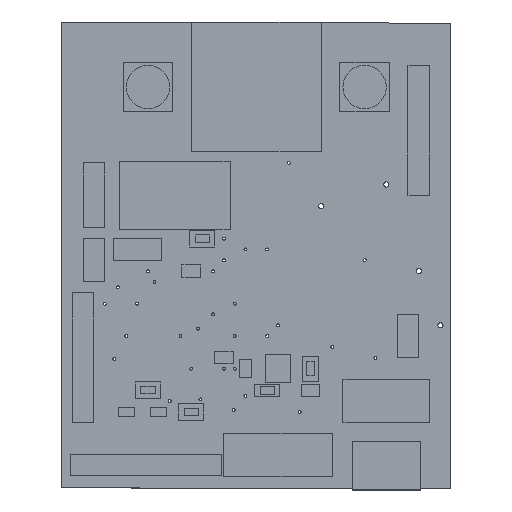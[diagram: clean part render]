
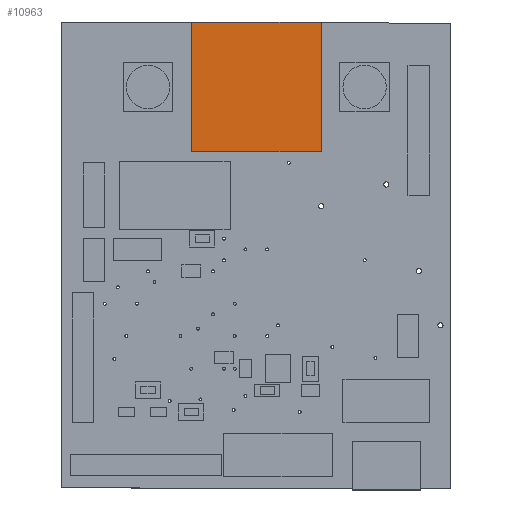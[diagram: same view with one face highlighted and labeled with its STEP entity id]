
A CAD part, top view. The second image highlights one B-rep face of the part: STEP entity #10963.
In plain terms, the highlighted planar face has unit normal (0, 0, 1).
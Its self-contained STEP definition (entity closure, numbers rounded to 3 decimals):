
#10649 = VERTEX_POINT('',#10650);
#10650 = CARTESIAN_POINT('',(-7.62,-7.62,0.1));
#10657 = PLANE('',#10658);
#10658 = AXIS2_PLACEMENT_3D('',#10659,#10660,#10661);
#10659 = CARTESIAN_POINT('',(-7.62,-7.62,0.));
#10660 = DIRECTION('',(0.,1.,0.));
#10661 = DIRECTION('',(1.,0.,0.));
#10669 = PLANE('',#10670);
#10670 = AXIS2_PLACEMENT_3D('',#10671,#10672,#10673);
#10671 = CARTESIAN_POINT('',(-7.62,7.62,0.));
#10672 = DIRECTION('',(1.,0.,0.));
#10673 = DIRECTION('',(0.,-1.,0.));
#10681 = EDGE_CURVE('',#10649,#10682,#10684,.T.);
#10682 = VERTEX_POINT('',#10683);
#10683 = CARTESIAN_POINT('',(7.62,-7.62,0.1));
#10684 = SURFACE_CURVE('',#10685,(#10689,#10696),.PCURVE_S1.);
#10685 = LINE('',#10686,#10687);
#10686 = CARTESIAN_POINT('',(-7.62,-7.62,0.1));
#10687 = VECTOR('',#10688,1.);
#10688 = DIRECTION('',(1.,0.,0.));
#10689 = PCURVE('',#10657,#10690);
#10690 = DEFINITIONAL_REPRESENTATION('',(#10691),#10695);
#10691 = LINE('',#10692,#10693);
#10692 = CARTESIAN_POINT('',(0.,-0.1));
#10693 = VECTOR('',#10694,1.);
#10694 = DIRECTION('',(1.,0.));
#10695 = ( GEOMETRIC_REPRESENTATION_CONTEXT(2) 
PARAMETRIC_REPRESENTATION_CONTEXT() REPRESENTATION_CONTEXT('2D SPACE',''
  ) );
#10696 = PCURVE('',#10697,#10702);
#10697 = PLANE('',#10698);
#10698 = AXIS2_PLACEMENT_3D('',#10699,#10700,#10701);
#10699 = CARTESIAN_POINT('',(-7.62,-7.62,0.1));
#10700 = DIRECTION('',(0.,0.,-1.));
#10701 = DIRECTION('',(-1.,0.,0.));
#10702 = DEFINITIONAL_REPRESENTATION('',(#10703),#10707);
#10703 = LINE('',#10704,#10705);
#10704 = CARTESIAN_POINT('',(0.,0.));
#10705 = VECTOR('',#10706,1.);
#10706 = DIRECTION('',(-1.,0.));
#10707 = ( GEOMETRIC_REPRESENTATION_CONTEXT(2) 
PARAMETRIC_REPRESENTATION_CONTEXT() REPRESENTATION_CONTEXT('2D SPACE',''
  ) );
#10725 = PLANE('',#10726);
#10726 = AXIS2_PLACEMENT_3D('',#10727,#10728,#10729);
#10727 = CARTESIAN_POINT('',(7.62,-7.62,0.));
#10728 = DIRECTION('',(-1.,0.,0.));
#10729 = DIRECTION('',(0.,1.,0.));
#10767 = EDGE_CURVE('',#10682,#10768,#10770,.T.);
#10768 = VERTEX_POINT('',#10769);
#10769 = CARTESIAN_POINT('',(7.62,7.62,0.1));
#10770 = SURFACE_CURVE('',#10771,(#10775,#10782),.PCURVE_S1.);
#10771 = LINE('',#10772,#10773);
#10772 = CARTESIAN_POINT('',(7.62,-7.62,0.1));
#10773 = VECTOR('',#10774,1.);
#10774 = DIRECTION('',(0.,1.,0.));
#10775 = PCURVE('',#10725,#10776);
#10776 = DEFINITIONAL_REPRESENTATION('',(#10777),#10781);
#10777 = LINE('',#10778,#10779);
#10778 = CARTESIAN_POINT('',(0.,-0.1));
#10779 = VECTOR('',#10780,1.);
#10780 = DIRECTION('',(1.,0.));
#10781 = ( GEOMETRIC_REPRESENTATION_CONTEXT(2) 
PARAMETRIC_REPRESENTATION_CONTEXT() REPRESENTATION_CONTEXT('2D SPACE',''
  ) );
#10782 = PCURVE('',#10697,#10783);
#10783 = DEFINITIONAL_REPRESENTATION('',(#10784),#10788);
#10784 = LINE('',#10785,#10786);
#10785 = CARTESIAN_POINT('',(-15.24,0.));
#10786 = VECTOR('',#10787,1.);
#10787 = DIRECTION('',(0.,1.));
#10788 = ( GEOMETRIC_REPRESENTATION_CONTEXT(2) 
PARAMETRIC_REPRESENTATION_CONTEXT() REPRESENTATION_CONTEXT('2D SPACE',''
  ) );
#10806 = PLANE('',#10807);
#10807 = AXIS2_PLACEMENT_3D('',#10808,#10809,#10810);
#10808 = CARTESIAN_POINT('',(7.62,7.62,0.));
#10809 = DIRECTION('',(0.,-1.,0.));
#10810 = DIRECTION('',(-1.,0.,0.));
#10843 = EDGE_CURVE('',#10768,#10844,#10846,.T.);
#10844 = VERTEX_POINT('',#10845);
#10845 = CARTESIAN_POINT('',(-7.62,7.62,0.1));
#10846 = SURFACE_CURVE('',#10847,(#10851,#10858),.PCURVE_S1.);
#10847 = LINE('',#10848,#10849);
#10848 = CARTESIAN_POINT('',(7.62,7.62,0.1));
#10849 = VECTOR('',#10850,1.);
#10850 = DIRECTION('',(-1.,0.,0.));
#10851 = PCURVE('',#10806,#10852);
#10852 = DEFINITIONAL_REPRESENTATION('',(#10853),#10857);
#10853 = LINE('',#10854,#10855);
#10854 = CARTESIAN_POINT('',(0.,-0.1));
#10855 = VECTOR('',#10856,1.);
#10856 = DIRECTION('',(1.,0.));
#10857 = ( GEOMETRIC_REPRESENTATION_CONTEXT(2) 
PARAMETRIC_REPRESENTATION_CONTEXT() REPRESENTATION_CONTEXT('2D SPACE',''
  ) );
#10858 = PCURVE('',#10697,#10859);
#10859 = DEFINITIONAL_REPRESENTATION('',(#10860),#10864);
#10860 = LINE('',#10861,#10862);
#10861 = CARTESIAN_POINT('',(-15.24,15.24));
#10862 = VECTOR('',#10863,1.);
#10863 = DIRECTION('',(1.,0.));
#10864 = ( GEOMETRIC_REPRESENTATION_CONTEXT(2) 
PARAMETRIC_REPRESENTATION_CONTEXT() REPRESENTATION_CONTEXT('2D SPACE',''
  ) );
#10914 = EDGE_CURVE('',#10844,#10649,#10915,.T.);
#10915 = SURFACE_CURVE('',#10916,(#10920,#10927),.PCURVE_S1.);
#10916 = LINE('',#10917,#10918);
#10917 = CARTESIAN_POINT('',(-7.62,7.62,0.1));
#10918 = VECTOR('',#10919,1.);
#10919 = DIRECTION('',(0.,-1.,0.));
#10920 = PCURVE('',#10669,#10921);
#10921 = DEFINITIONAL_REPRESENTATION('',(#10922),#10926);
#10922 = LINE('',#10923,#10924);
#10923 = CARTESIAN_POINT('',(0.,-0.1));
#10924 = VECTOR('',#10925,1.);
#10925 = DIRECTION('',(1.,0.));
#10926 = ( GEOMETRIC_REPRESENTATION_CONTEXT(2) 
PARAMETRIC_REPRESENTATION_CONTEXT() REPRESENTATION_CONTEXT('2D SPACE',''
  ) );
#10927 = PCURVE('',#10697,#10928);
#10928 = DEFINITIONAL_REPRESENTATION('',(#10929),#10933);
#10929 = LINE('',#10930,#10931);
#10930 = CARTESIAN_POINT('',(0.,15.24));
#10931 = VECTOR('',#10932,1.);
#10932 = DIRECTION('',(0.,-1.));
#10933 = ( GEOMETRIC_REPRESENTATION_CONTEXT(2) 
PARAMETRIC_REPRESENTATION_CONTEXT() REPRESENTATION_CONTEXT('2D SPACE',''
  ) );
#10963 = ADVANCED_FACE('',(#10964),#10697,.F.);
#10964 = FACE_BOUND('',#10965,.T.);
#10965 = EDGE_LOOP('',(#10966,#10967,#10968,#10969));
#10966 = ORIENTED_EDGE('',*,*,#10681,.T.);
#10967 = ORIENTED_EDGE('',*,*,#10767,.T.);
#10968 = ORIENTED_EDGE('',*,*,#10843,.T.);
#10969 = ORIENTED_EDGE('',*,*,#10914,.T.);
